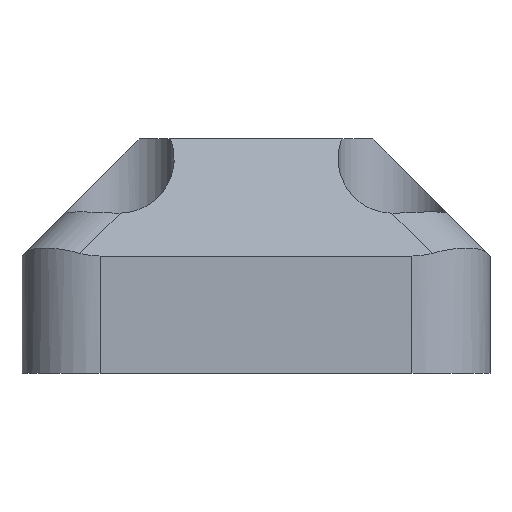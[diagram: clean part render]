
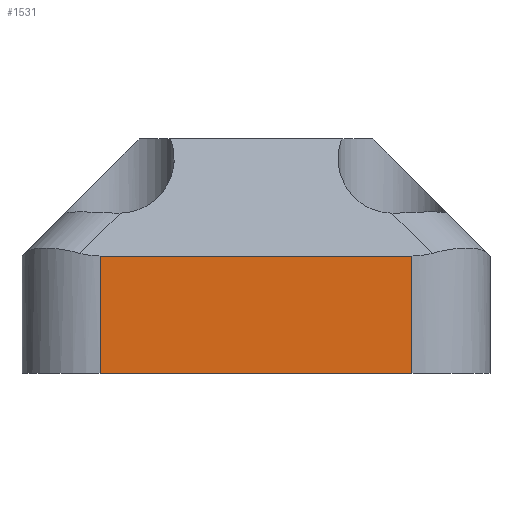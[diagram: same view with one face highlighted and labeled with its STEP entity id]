
A CAD part, left-side view. The second image highlights one B-rep face of the part: STEP entity #1531.
In plain terms, the highlighted planar face has unit normal (-1, 0, 0).
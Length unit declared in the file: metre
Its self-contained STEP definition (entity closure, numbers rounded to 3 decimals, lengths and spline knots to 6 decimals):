
#100=ORIENTED_EDGE('',*,*,#556,.T.);
#101=ORIENTED_EDGE('',*,*,#557,.T.);
#102=ORIENTED_EDGE('',*,*,#558,.T.);
#103=ORIENTED_EDGE('',*,*,#559,.T.);
#556=EDGE_CURVE('',#784,#785,#940,.T.);
#557=EDGE_CURVE('',#785,#786,#941,.T.);
#558=EDGE_CURVE('',#786,#787,#942,.T.);
#559=EDGE_CURVE('',#787,#784,#943,.F.);
#784=VERTEX_POINT('',#2221);
#785=VERTEX_POINT('',#2222);
#786=VERTEX_POINT('',#2224);
#787=VERTEX_POINT('',#2226);
#940=LINE('',#2220,#1108);
#941=LINE('',#2223,#1109);
#942=LINE('',#2225,#1110);
#943=LINE('',#2227,#1111);
#1108=VECTOR('',#1773,1.);
#1109=VECTOR('',#1774,1.);
#1110=VECTOR('',#1775,1.);
#1111=VECTOR('',#1776,1.);
#1273=EDGE_LOOP('',(#100,#101,#102,#103));
#1373=FACE_BOUND('',#1273,.T.);
#1473=PLANE('',#1626);
#1531=ADVANCED_FACE('',(#1373),#1473,.F.);
#1626=AXIS2_PLACEMENT_3D('',#2219,#1771,#1772);
#1771=DIRECTION('',(1.,0.,0.));
#1772=DIRECTION('',(0.,1.,0.));
#1773=DIRECTION('',(0.,1.,0.));
#1774=DIRECTION('',(0.,0.,-1.));
#1775=DIRECTION('',(0.,-1.,0.));
#1776=DIRECTION('',(0.,0.,-1.));
#2219=CARTESIAN_POINT('',(-0.03,0.,0.03));
#2220=CARTESIAN_POINT('',(-0.03,0.03,0.015));
#2221=CARTESIAN_POINT('',(-0.03,-0.02,0.015));
#2222=CARTESIAN_POINT('',(-0.03,0.02,0.015));
#2223=CARTESIAN_POINT('',(-0.03,0.02,0.));
#2224=CARTESIAN_POINT('',(-0.03,0.02,0.));
#2225=CARTESIAN_POINT('',(-0.03,0.,0.));
#2226=CARTESIAN_POINT('',(-0.03,-0.02,0.));
#2227=CARTESIAN_POINT('',(-0.03,-0.02,0.03));
